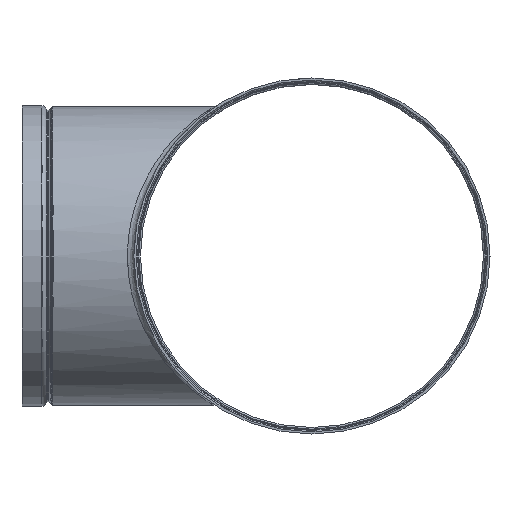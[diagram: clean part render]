
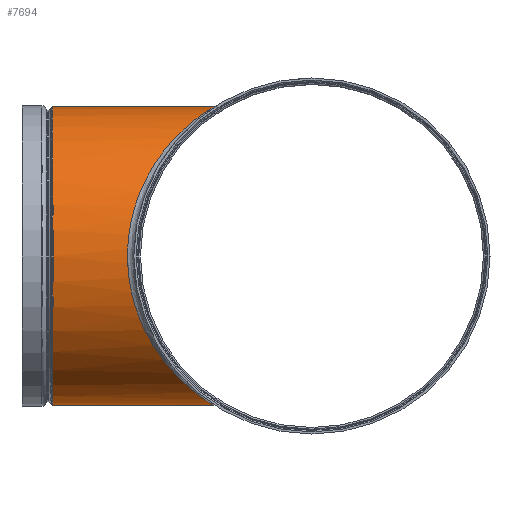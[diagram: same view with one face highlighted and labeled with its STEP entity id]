
A CAD part, left-side view. The second image highlights one B-rep face of the part: STEP entity #7694.
In plain terms, the highlighted cylindrical face has radius 135.763 mm (diameter 271.526 mm), a full revolution.
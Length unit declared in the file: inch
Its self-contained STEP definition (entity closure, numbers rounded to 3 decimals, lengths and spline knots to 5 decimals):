
#197 = CARTESIAN_POINT ( 'NONE',  ( -0.64316, 3.55069, 5.31884 ) ) ;
#267 = CARTESIAN_POINT ( 'NONE',  ( -0.21439, 3.50646, 5.34502 ) ) ;
#401 = CARTESIAN_POINT ( 'NONE',  ( 3.33107, 4.93122, 4.22972 ) ) ;
#475 = CARTESIAN_POINT ( 'NONE',  ( -4.98836, 6.28904, -1.9812 ) ) ;
#542 = CARTESIAN_POINT ( 'NONE',  ( 0.64316, 3.55069, 5.31884 ) ) ;
#741 = VERTEX_POINT ( 'NONE', #7918 ) ;
#827 = CARTESIAN_POINT ( 'NONE',  ( 0.21439, 3.50646, 5.34502 ) ) ;
#1015 = EDGE_LOOP ( 'NONE', ( #1378 ) ) ;
#1378 = ORIENTED_EDGE ( 'NONE', *, *, #10718, .F. ) ;
#2017 = CARTESIAN_POINT ( 'NONE',  ( 2.53647, 4.38118, 4.73175 ) ) ;
#2091 = CARTESIAN_POINT ( 'NONE',  ( -5.35059, 6.60802, 0.43136 ) ) ;
#3153 = CYLINDRICAL_SURFACE ( 'NONE', #10590, 5.345 ) ;
#3382 = CARTESIAN_POINT ( 'NONE',  ( 3.80216, 5.29253, -3.81466 ) ) ;
#3450 = CARTESIAN_POINT ( 'NONE',  ( 0., 3.50646, 5.34502 ) ) ;
#3592 = CARTESIAN_POINT ( 'NONE',  ( -2.36413, 4.27878, -4.81379 ) ) ;
#3662 = CARTESIAN_POINT ( 'NONE',  ( 1.82781, 3.98373, 5.03417 ) ) ;
#4136 = DIRECTION ( 'NONE',  ( 1., 0., 0. ) ) ;
#4787 = VERTEX_POINT ( 'NONE', #20402 ) ;
#5015 = CARTESIAN_POINT ( 'NONE',  ( -0.85695, 3.58657, -5.29808 ) ) ;
#5154 = CARTESIAN_POINT ( 'NONE',  ( -1.25588, 3.72996, 5.20725 ) ) ;
#5228 = CARTESIAN_POINT ( 'NONE',  ( 0.85693, 3.58653, -5.2981 ) ) ;
#6133 = CARTESIAN_POINT ( 'NONE',  ( 0., 9.27624, 0. ) ) ;
#6650 = CARTESIAN_POINT ( 'NONE',  ( 4.95253, 6.25763, -2.06571 ) ) ;
#6791 = CARTESIAN_POINT ( 'NONE',  ( -3.33132, 4.93141, 4.22952 ) ) ;
#6865 = CARTESIAN_POINT ( 'NONE',  ( 2.36408, 4.27873, -4.81385 ) ) ;
#7694 = ADVANCED_FACE ( 'NONE', ( #9762, #17922 ), #3153, .T. ) ;
#7918 = CARTESIAN_POINT ( 'NONE',  ( -5.345, 9.27624, 0. ) ) ;
#8345 = CARTESIAN_POINT ( 'NONE',  ( -4.51792, 5.88299, -2.95803 ) ) ;
#8487 = CARTESIAN_POINT ( 'NONE',  ( -5.22874, 6.50004, -1.18093 ) ) ;
#9762 = FACE_OUTER_BOUND ( 'NONE', #14318, .T. ) ;
#9839 = ORIENTED_EDGE ( 'NONE', *, *, #17548, .F. ) ;
#9964 = CARTESIAN_POINT ( 'NONE',  ( 0.00006, 3.46615, -5.36855 ) ) ;
#10111 = CARTESIAN_POINT ( 'NONE',  ( -1.6471, 3.88658, -5.1052 ) ) ;
#10186 = CARTESIAN_POINT ( 'NONE',  ( -2.53641, 4.38114, 4.7318 ) ) ;
#10590 = AXIS2_PLACEMENT_3D ( 'NONE', #13745, #13817, #4136 ) ;
#10718 = EDGE_CURVE ( 'NONE', #4787, #4787, #11758, .T. ) ;
#11554 = CARTESIAN_POINT ( 'NONE',  ( 4.86472, 6.18114, 2.33034 ) ) ;
#11758 = B_SPLINE_CURVE_WITH_KNOTS ( 'NONE', 3,
 ( #3450, #267, #197, #5154, #11777, #10186, #6791, #18307, #13202, #14762, #2091, #18230, #8487, #475, #8345, #14827, #19737, #3592, #10111, #5015, #9964, #5228, #18161, #6865, #11848, #3382, #16365, #6650, #19809, #16572, #18024, #19671, #11554, #19882, #401, #2017, #3662, #16858, #542, #827, #18449 ),
 .UNSPECIFIED., .T., .F.,
 ( 4, 1, 1, 1, 1, 1, 1, 1, 1, 1, 1, 1, 1, 1, 1, 1, 1, 1, 1, 1, 1, 1, 1, 1, 1, 1, 1, 1, 1, 1, 1, 1, 1, 1, 1, 1, 1, 1, 4 ),
 ( 0., 0.01786, 0.03571, 0.05357, 0.07143, 0.10714, 0.14286, 0.19048, 0.21429, 0.2381, 0.2619, 0.28571, 0.30159, 0.33333, 0.38095, 0.40476, 0.42857, 0.45238, 0.47619, 0.5, 0.52381, 0.54762, 0.57143, 0.59524, 0.61905, 0.66667, 0.69048, 0.71429, 0.7381, 0.7619, 0.78571, 0.80952, 0.85714, 0.89286, 0.92857, 0.94643, 0.96429, 0.98214, 1. ),
 .UNSPECIFIED. ) ;
#11777 = CARTESIAN_POINT ( 'NONE',  ( -1.82784, 3.98376, 5.03414 ) ) ;
#11848 = CARTESIAN_POINT ( 'NONE',  ( 3.01596, 4.71014, -4.434 ) ) ;
#13202 = CARTESIAN_POINT ( 'NONE',  ( -4.8648, 6.1812, 2.33021 ) ) ;
#13291 = CIRCLE ( 'NONE', #20065, 5.345 ) ;
#13745 = CARTESIAN_POINT ( 'NONE',  ( 0., 4.65374, 0. ) ) ;
#13817 = DIRECTION ( 'NONE',  ( 0., 1., 0. ) ) ;
#14318 = EDGE_LOOP ( 'NONE', ( #9839 ) ) ;
#14762 = CARTESIAN_POINT ( 'NONE',  ( -5.21383, 6.48665, 1.27428 ) ) ;
#14827 = CARTESIAN_POINT ( 'NONE',  ( -3.80195, 5.2924, -3.81476 ) ) ;
#15583 = DIRECTION ( 'NONE',  ( -1., 0., 0. ) ) ;
#16365 = CARTESIAN_POINT ( 'NONE',  ( 4.46273, 5.83755, -3.02376 ) ) ;
#16572 = CARTESIAN_POINT ( 'NONE',  ( 5.35079, 6.60806, -0.43127 ) ) ;
#16858 = CARTESIAN_POINT ( 'NONE',  ( 1.25585, 3.72996, 5.20725 ) ) ;
#17548 = EDGE_CURVE ( 'NONE', #741, #741, #13291, .T. ) ;
#17922 = FACE_OUTER_BOUND ( 'NONE', #1015, .T. ) ;
#18024 = CARTESIAN_POINT ( 'NONE',  ( 5.35058, 6.60802, 0.43148 ) ) ;
#18161 = CARTESIAN_POINT ( 'NONE',  ( 1.6471, 3.88659, -5.10519 ) ) ;
#18230 = CARTESIAN_POINT ( 'NONE',  ( -5.35078, 6.60806, -0.43153 ) ) ;
#18307 = CARTESIAN_POINT ( 'NONE',  ( -4.23725, 5.64458, 3.34998 ) ) ;
#18449 = CARTESIAN_POINT ( 'NONE',  ( 0., 3.50646, 5.34502 ) ) ;
#18945 = DIRECTION ( 'NONE',  ( 0., 1., 0. ) ) ;
#19671 = CARTESIAN_POINT ( 'NONE',  ( 5.21379, 6.48661, 1.27446 ) ) ;
#19737 = CARTESIAN_POINT ( 'NONE',  ( -3.01576, 4.70998, -4.43417 ) ) ;
#19809 = CARTESIAN_POINT ( 'NONE',  ( 5.21352, 6.48659, -1.27464 ) ) ;
#19882 = CARTESIAN_POINT ( 'NONE',  ( 4.23724, 5.64456, 3.35002 ) ) ;
#20065 = AXIS2_PLACEMENT_3D ( 'NONE', #6133, #18945, #15583 ) ;
#20402 = CARTESIAN_POINT ( 'NONE',  ( 0., 3.50646, 5.34502 ) ) ;
